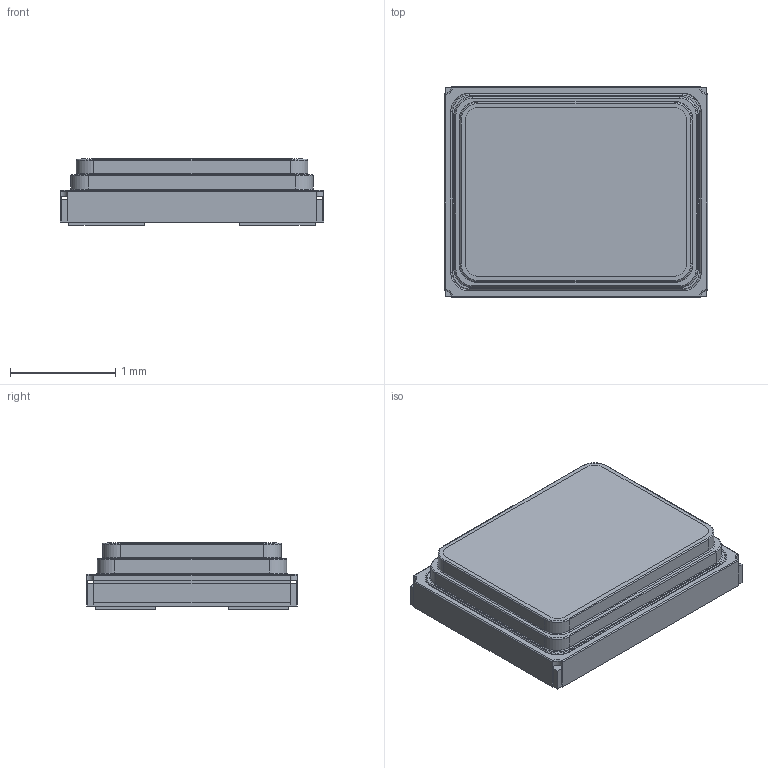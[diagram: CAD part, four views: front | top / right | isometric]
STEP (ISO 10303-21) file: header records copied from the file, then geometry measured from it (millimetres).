
FILE_DESCRIPTION(/* description */ ('model of Crystal_SMD_2520-4Pin_2.5x2.0mm'),/* implementation_level */ '2;1');
FILE_NAME(/* name */ 'Crystal_SMD_2520-4Pin_2.5x2.0mm.step',/* time_stamp */ '2022-11-23T02:39:40',/* author */ ('KiCAD','kicad'),/* organization */ ('OCCT'),/* preprocessor_version */ '',/* originating_system */ 'KiCAD',/* authorisation */ '');
FILE_SCHEMA(('AUTOMOTIVE_DESIGN { 1 0 10303 214 1 1 1 1 }'));
Length unit declared in the file: millimetre
Products named in the file (11): CQ assembly; 222bbd10-6b1b-11ed-9509-001a7dda7113; 222bbd10-6b1b-11ed-9509-001a7dda7113_part; 222be404-6b1b-11ed-9676-001a7dda7113; 222be404-6b1b-11ed-9676-001a7dda7113_part; 222be405-6b1b-11ed-8c1d-001a7dda7113; 222be405-6b1b-11ed-8c1d-001a7dda7113_part; 222be406-6b1b-11ed-b207-001a7dda7113; 222be406-6b1b-11ed-b207-001a7dda7113_part; 226a17dd-6b1b-11ed-b745-001a7dda7113; 226a17dd-6b1b-11ed-b745-001a7dda7113_part
Assembly tree (10 placements, depth 4):
  CQ assembly
    222bbd10-6b1b-11ed-9509-001a7dda7113
      222bbd10-6b1b-11ed-9509-001a7dda7113_part
      222be404-6b1b-11ed-9676-001a7dda7113
        222be404-6b1b-11ed-9676-001a7dda7113_part
      222be405-6b1b-11ed-8c1d-001a7dda7113
        222be405-6b1b-11ed-8c1d-001a7dda7113_part
      222be406-6b1b-11ed-b207-001a7dda7113
        222be406-6b1b-11ed-b207-001a7dda7113_part
      226a17dd-6b1b-11ed-b745-001a7dda7113
        226a17dd-6b1b-11ed-b745-001a7dda7113_part
Bounding box: 2.5 x 2 x 0.63 mm (x, y, z)
Surface area: 46.3 mm2
Topology: 7 solids, 7 shells, 163 faces, 372 edges, 224 vertices
Faces by surface type: plane 67, cylinder 60, torus 36
Entity records: 4933 total; most frequent: CARTESIAN_POINT 922, DIRECTION 868, ORIENTED_EDGE 744, EDGE_CURVE 372, AXIS2_PLACEMENT_3D 330, VERTEX_POINT 224, LINE 208, VECTOR 208
